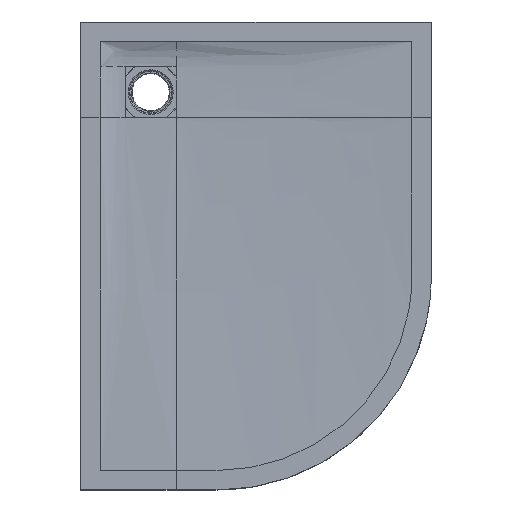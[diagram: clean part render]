
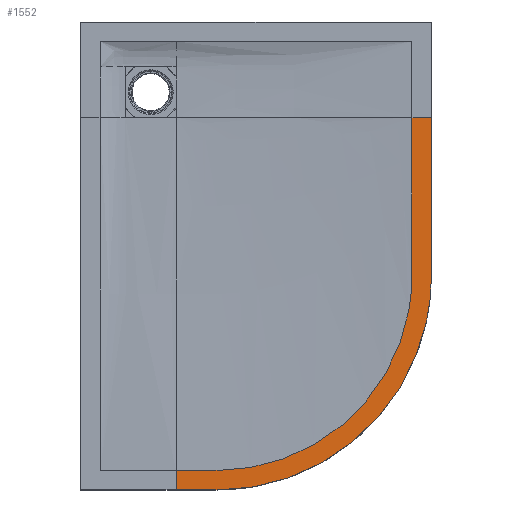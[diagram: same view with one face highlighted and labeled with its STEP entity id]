
A CAD part, top view. The second image highlights one B-rep face of the part: STEP entity #1552.
In plain terms, the highlighted free-form (B-spline) face has degree [1, 1] with [2, 2] control points.
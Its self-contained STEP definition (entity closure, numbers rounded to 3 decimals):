
#835=LINE('',#13757,#1266);
#1266=VECTOR('',#6759,1.);
#1552=ADVANCED_FACE('',(#1945),#1642,.T.);
#1642=B_SPLINE_SURFACE_WITH_KNOTS('',1,1,((#13861,#13862),(#13863,#13864)),
 .UNSPECIFIED.,.F.,.F.,.F.,(2,2),(2,2),(0.,1.),(0.,1.),.UNSPECIFIED.);
#1945=FACE_OUTER_BOUND('',#2310,.T.);
#2310=EDGE_LOOP('',(#3805,#3806,#3807,#3808,#3809,#3810,#3811,#3812));
#3805=ORIENTED_EDGE('',*,*,#5252,.F.);
#3806=ORIENTED_EDGE('',*,*,#5253,.F.);
#3807=ORIENTED_EDGE('',*,*,#5254,.F.);
#3808=ORIENTED_EDGE('',*,*,#5251,.T.);
#3809=ORIENTED_EDGE('',*,*,#5118,.T.);
#3810=ORIENTED_EDGE('',*,*,#5114,.T.);
#3811=ORIENTED_EDGE('',*,*,#5110,.T.);
#3812=ORIENTED_EDGE('',*,*,#5245,.F.);
#4417=VERTEX_POINT('',#11374);
#4418=VERTEX_POINT('',#11375);
#4421=VERTEX_POINT('',#11416);
#4424=VERTEX_POINT('',#11472);
#4462=VERTEX_POINT('',#13756);
#4465=VERTEX_POINT('',#13798);
#4466=VERTEX_POINT('',#13827);
#4467=VERTEX_POINT('',#13852);
#5110=EDGE_CURVE('',#4417,#4418,#5523,.T.);
#5114=EDGE_CURVE('',#4421,#4417,#5525,.T.);
#5118=EDGE_CURVE('',#4424,#4421,#5528,.T.);
#5245=EDGE_CURVE('',#4462,#4418,#835,.T.);
#5251=EDGE_CURVE('',#4465,#4424,#5598,.T.);
#5252=EDGE_CURVE('',#4466,#4462,#5599,.T.);
#5253=EDGE_CURVE('',#4467,#4466,#5600,.T.);
#5254=EDGE_CURVE('',#4465,#4467,#5601,.T.);
#5523=B_SPLINE_CURVE_WITH_KNOTS('',1,(#11372,#11373),.UNSPECIFIED.,.F.,.F.,
(2,2),(0.,1.),.UNSPECIFIED.);
#5525=B_SPLINE_CURVE_WITH_KNOTS('',3,(#11388,#11389,#11390,#11391,#11392,
#11393,#11394,#11395,#11396,#11397,#11398,#11399,#11400,#11401,#11402,#11403,
#11404,#11405,#11406,#11407,#11408,#11409,#11410,#11411,#11412,#11413,#11414,
#11415),.UNSPECIFIED.,.F.,.F.,(4,2,2,2,2,2,2,2,2,2,2,2,2,4),(0.,0.125,
0.187,0.25,0.375,0.437,
0.5,0.625,0.656,0.687,
0.75,0.812,0.875,1.),.UNSPECIFIED.);
#5528=B_SPLINE_CURVE_WITH_KNOTS('',1,(#11470,#11471),.UNSPECIFIED.,.F.,.F.,
(2,2),(0.,1.),.UNSPECIFIED.);
#5598=B_SPLINE_CURVE_WITH_KNOTS('',1,(#13806,#13807),.UNSPECIFIED.,.F.,.F.,
(2,2),(0.,1.),.UNSPECIFIED.);
#5599=B_SPLINE_CURVE_WITH_KNOTS('',3,(#13814,#13815,#13816,#13817,#13818,
#13819,#13820,#13821,#13822,#13823,#13824,#13825,#13826),.UNSPECIFIED.,.F.,
 .F.,(4,1,1,1,1,1,1,1,1,1,4),(0.,0.5,0.625,0.75,
0.875,0.938,0.969,0.984,0.992,
0.996,1.),.UNSPECIFIED.);
#5600=B_SPLINE_CURVE_WITH_KNOTS('',3,(#13828,#13829,#13830,#13831,#13832,
#13833,#13834,#13835,#13836,#13837,#13838,#13839,#13840,#13841,#13842,#13843,
#13844,#13845,#13846,#13847,#13848,#13849,#13850,#13851),.UNSPECIFIED.,.F.,
 .F.,(4,1,1,1,1,1,1,1,1,1,1,1,1,1,1,1,1,1,1,1,1,4),(0.,0.004,
0.008,0.01,0.043,0.079,
0.114,0.15,0.185,0.221,0.291,
0.362,0.433,0.504,0.575,
0.61,0.646,0.717,0.787,0.858,
0.929,1.),.UNSPECIFIED.);
#5601=B_SPLINE_CURVE_WITH_KNOTS('',3,(#13853,#13854,#13855,#13856,#13857,
#13858,#13859,#13860),.UNSPECIFIED.,.F.,.F.,(4,1,1,1,1,4),(0.,0.53,
0.795,0.928,0.994,1.),.UNSPECIFIED.);
#6759=DIRECTION('',(1.,0.,0.));
#11372=CARTESIAN_POINT('',(-4050.,6100.,0.));
#11373=CARTESIAN_POINT('',(-4050.,6505.,0.));
#11374=CARTESIAN_POINT('',(-4050.,6100.,0.));
#11375=CARTESIAN_POINT('',(-4050.,6505.,0.));
#11388=CARTESIAN_POINT('',(-4600.,5550.,0.));
#11389=CARTESIAN_POINT('',(-4563.685,5550.,0.));
#11390=CARTESIAN_POINT('',(-4527.977,5553.561,0.));
#11391=CARTESIAN_POINT('',(-4475.287,5564.027,0.));
#11392=CARTESIAN_POINT('',(-4457.87,5568.376,0.));
#11393=CARTESIAN_POINT('',(-4423.336,5578.833,0.));
#11394=CARTESIAN_POINT('',(-4406.171,5584.971,0.));
#11395=CARTESIAN_POINT('',(-4356.239,5605.653,0.));
#11396=CARTESIAN_POINT('',(-4324.661,5622.529,0.));
#11397=CARTESIAN_POINT('',(-4279.838,5652.43,0.));
#11398=CARTESIAN_POINT('',(-4265.277,5663.206,0.));
#11399=CARTESIAN_POINT('',(-4237.251,5686.187,0.));
#11400=CARTESIAN_POINT('',(-4223.913,5698.278,0.));
#11401=CARTESIAN_POINT('',(-4185.864,5736.3,0.));
#11402=CARTESIAN_POINT('',(-4163.097,5763.962,0.));
#11403=CARTESIAN_POINT('',(-4137.962,5801.499,0.));
#11404=CARTESIAN_POINT('',(-4133.091,5809.178,0.));
#11405=CARTESIAN_POINT('',(-4123.773,5824.701,0.));
#11406=CARTESIAN_POINT('',(-4119.323,5832.548,0.));
#11407=CARTESIAN_POINT('',(-4106.588,5856.343,0.));
#11408=CARTESIAN_POINT('',(-4098.918,5872.543,0.));
#11409=CARTESIAN_POINT('',(-4085.188,5905.605,0.));
#11410=CARTESIAN_POINT('',(-4079.13,5922.468,0.));
#11411=CARTESIAN_POINT('',(-4068.647,5956.865,0.));
#11412=CARTESIAN_POINT('',(-4064.209,5974.477,0.));
#11413=CARTESIAN_POINT('',(-4053.562,6027.766,0.));
#11414=CARTESIAN_POINT('',(-4050.,6063.685,0.));
#11415=CARTESIAN_POINT('',(-4050.,6100.,0.));
#11416=CARTESIAN_POINT('',(-4600.,5550.,0.));
#11470=CARTESIAN_POINT('',(-4950.,5550.,0.));
#11471=CARTESIAN_POINT('',(-4043.5,5550.,0.));
#11472=CARTESIAN_POINT('',(-4705.,5550.,0.));
#13756=CARTESIAN_POINT('',(-4100.,6505.,0.));
#13757=CARTESIAN_POINT('',(-4900.,6505.,0.));
#13798=CARTESIAN_POINT('',(-4705.,5600.,0.));
#13806=CARTESIAN_POINT('',(-4705.,5600.,0.));
#13807=CARTESIAN_POINT('',(-4705.,5550.,0.));
#13814=CARTESIAN_POINT('',(-4100.,6100.,0.));
#13815=CARTESIAN_POINT('',(-4100.,6167.5,0.));
#13816=CARTESIAN_POINT('',(-4100.,6251.875,0.));
#13817=CARTESIAN_POINT('',(-4100.,6353.125,0.));
#13818=CARTESIAN_POINT('',(-4100.,6403.75,0.));
#13819=CARTESIAN_POINT('',(-4100.,6445.937,0.));
#13820=CARTESIAN_POINT('',(-4100.,6475.469,0.));
#13821=CARTESIAN_POINT('',(-4100.,6490.234,0.));
#13822=CARTESIAN_POINT('',(-4100.,6497.617,0.));
#13823=CARTESIAN_POINT('',(-4100.,6501.309,0.));
#13824=CARTESIAN_POINT('',(-4100.,6503.418,0.));
#13825=CARTESIAN_POINT('',(-4100.,6504.473,0.));
#13826=CARTESIAN_POINT('',(-4100.,6505.,0.));
#13827=CARTESIAN_POINT('',(-4100.,6100.,0.));
#13828=CARTESIAN_POINT('',(-4600.,5600.001,0.));
#13829=CARTESIAN_POINT('',(-4599.059,5600.002,0.));
#13830=CARTESIAN_POINT('',(-4596.959,5600.008,0.));
#13831=CARTESIAN_POINT('',(-4594.28,5600.03,0.));
#13832=CARTESIAN_POINT('',(-4583.846,5600.178,0.));
#13833=CARTESIAN_POINT('',(-4565.306,5600.958,0.));
#13834=CARTESIAN_POINT('',(-4538.176,5603.57,0.));
#13835=CARTESIAN_POINT('',(-4510.661,5607.782,0.));
#13836=CARTESIAN_POINT('',(-4483.421,5613.515,0.));
#13837=CARTESIAN_POINT('',(-4456.544,5620.753,0.));
#13838=CARTESIAN_POINT('',(-4421.298,5632.383,0.));
#13839=CARTESIAN_POINT('',(-4378.552,5650.552,0.));
#13840=CARTESIAN_POINT('',(-4330.008,5677.937,0.));
#13841=CARTESIAN_POINT('',(-4284.798,5710.535,0.));
#13842=CARTESIAN_POINT('',(-4243.492,5747.956,0.));
#13843=CARTESIAN_POINT('',(-4212.738,5782.763,0.));
#13844=CARTESIAN_POINT('',(-4190.58,5812.537,0.));
#13845=CARTESIAN_POINT('',(-4170.109,5843.495,0.));
#13846=CARTESIAN_POINT('',(-4147.804,5884.236,0.));
#13847=CARTESIAN_POINT('',(-4126.637,5935.797,0.));
#13848=CARTESIAN_POINT('',(-4111.332,5989.39,0.));
#13849=CARTESIAN_POINT('',(-4102.055,6044.349,0.));
#13850=CARTESIAN_POINT('',(-4100.,6081.45,0.));
#13851=CARTESIAN_POINT('',(-4100.,6100.,0.));
#13852=CARTESIAN_POINT('',(-4600.,5600.,0.));
#13853=CARTESIAN_POINT('',(-4705.,5600.,0.));
#13854=CARTESIAN_POINT('',(-4686.45,5600.,0.));
#13855=CARTESIAN_POINT('',(-4658.625,5600.001,0.));
#13856=CARTESIAN_POINT('',(-4626.162,5599.998,0.));
#13857=CARTESIAN_POINT('',(-4609.931,5600.003,0.));
#13858=CARTESIAN_POINT('',(-4602.756,5599.997,0.));
#13859=CARTESIAN_POINT('',(-4600.219,5600.,0.));
#13860=CARTESIAN_POINT('',(-4600.,5600.001,0.));
#13861=CARTESIAN_POINT('',(-4950.,5550.,0.));
#13862=CARTESIAN_POINT('',(-4950.,6505.,0.));
#13863=CARTESIAN_POINT('',(-4043.5,5550.,0.));
#13864=CARTESIAN_POINT('',(-4043.5,6505.,0.));
